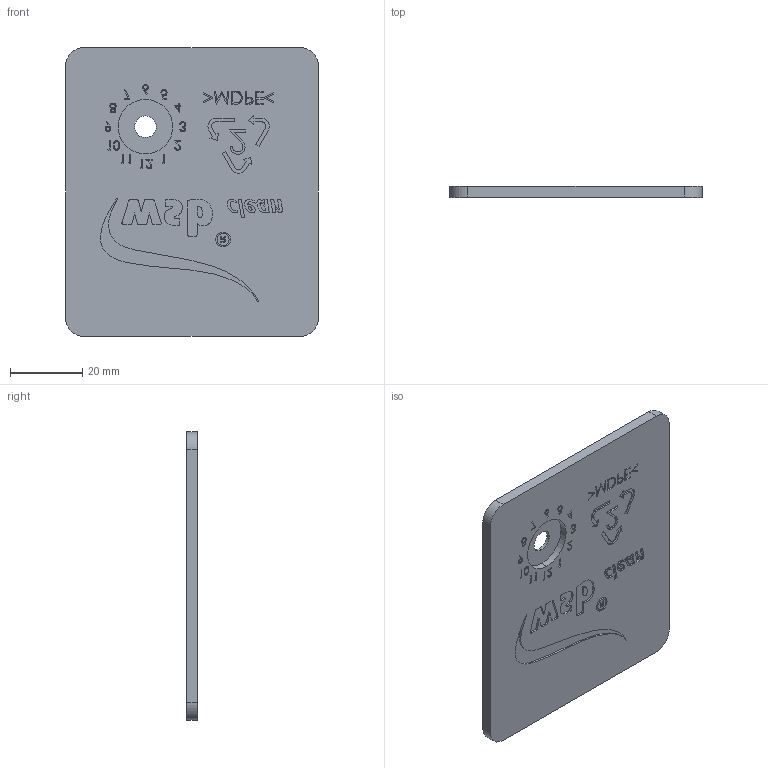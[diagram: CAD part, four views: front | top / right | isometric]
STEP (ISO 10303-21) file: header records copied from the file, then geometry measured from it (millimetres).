
FILE_DESCRIPTION (( 'STEP AP203' ), '1' );
FILE_NAME ('M348101.STEP', '2020-12-16T12:16:37', ( '' ), ( '' ), 'SwSTEP 2.0', 'SolidWorks 2020', '' );
FILE_SCHEMA (( 'CONFIG_CONTROL_DESIGN' ));
Length unit declared in the file: millimetre
Products named in the file (1): M348101
Bounding box: 70 x 3 x 80 mm (x, y, z)
Volume: 16148.6 mm3; surface area: 12459.1 mm2
Topology: 1 solids, 1 shells, 451 faces, 1197 edges, 798 vertices
Faces by surface type: plane 268, bspline 142, cylinder 41
Entity records: 21742 total; most frequent: CARTESIAN_POINT 11329, ORIENTED_EDGE 2394, DIRECTION 1615, EDGE_CURVE 1197, LINE 831, VECTOR 831, VERTEX_POINT 798, EDGE_LOOP 503
